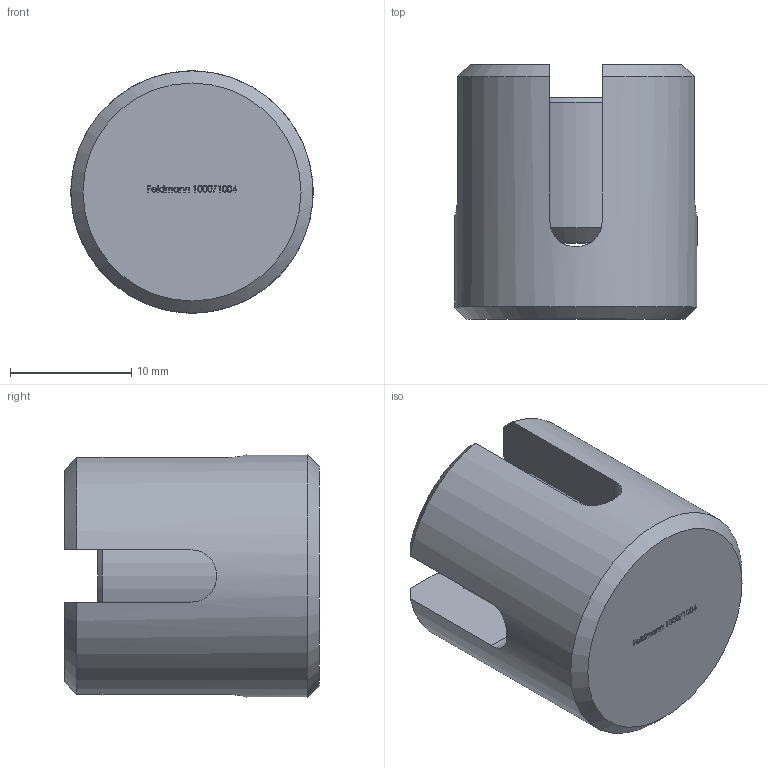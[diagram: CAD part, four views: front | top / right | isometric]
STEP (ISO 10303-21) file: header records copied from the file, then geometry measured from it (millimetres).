
FILE_DESCRIPTION (( 'STEP AP203' ), '1' );
FILE_NAME ('100071004.step', '2020-01-31T11:40:23', ( '' ), ( '' ), 'SwSTEP 2.0', 'SolidWorks 2015', '' );
FILE_SCHEMA (( 'CONFIG_CONTROL_DESIGN' ));
Length unit declared in the file: millimetre
Products named in the file (6): 10007100X Teil1_100071004 Teil1; 100071004; 10007100X Teil1; DIN913_DIN913 M12x12; DIN913
Assembly tree (3 placements, depth 2):
  100071004
    10007100X Teil1_100071004 Teil1
    DIN913_DIN913 M12x12
  10007100X Teil1
  100071004
    DIN913
Bounding box: 20 x 21 x 20 mm (x, y, z)
Volume: 5143.3 mm3; surface area: 3222.6 mm2
Topology: 2 solids, 2 shells, 253 faces, 667 edges, 445 vertices
Faces by surface type: plane 137, bspline 93, cone 12, cylinder 11
Full cylindrical faces by diameter (mm): 10.2 x1, 12 x1, 20 x1
Entity records: 14582 total; most frequent: CARTESIAN_POINT 8478, ORIENTED_EDGE 1310, DIRECTION 806, EDGE_CURVE 655, VERTEX_POINT 439, LINE 406, VECTOR 406, EDGE_LOOP 286
